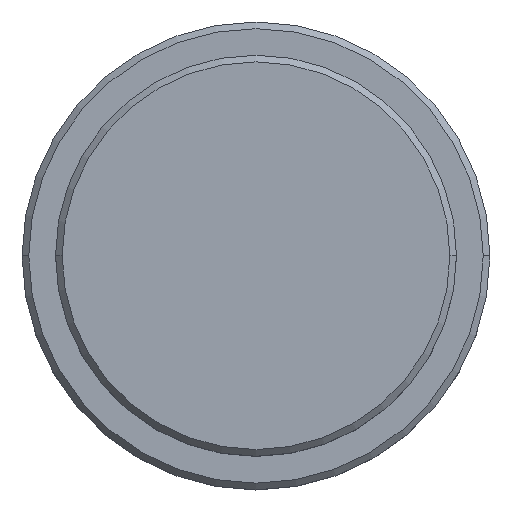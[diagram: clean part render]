
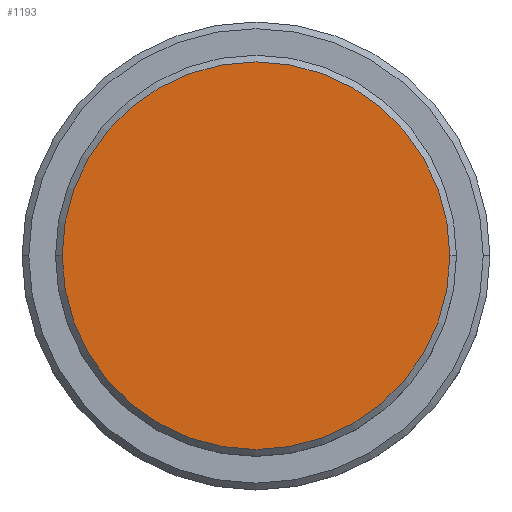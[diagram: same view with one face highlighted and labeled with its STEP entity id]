
A CAD part, top view. The second image highlights one B-rep face of the part: STEP entity #1193.
In plain terms, the highlighted planar face has unit normal (0, 0, 1).
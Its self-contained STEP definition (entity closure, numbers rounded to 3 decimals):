
#192 = CIRCLE ( 'NONE', #858, 14.5 ) ;
#224 = DIRECTION ( 'NONE',  ( 1., 0., 0. ) ) ;
#252 = CARTESIAN_POINT ( 'NONE',  ( 0., 0., 0. ) ) ;
#258 = VERTEX_POINT ( 'NONE', #1075 ) ;
#271 = AXIS2_PLACEMENT_3D ( 'NONE', #277, #925, #1153 ) ;
#277 = CARTESIAN_POINT ( 'NONE',  ( 0., 0., 0. ) ) ;
#293 = EDGE_CURVE ( 'NONE', #1278, #258, #192, .T. ) ;
#330 = CARTESIAN_POINT ( 'NONE',  ( 14.5, 0., 0. ) ) ;
#335 = AXIS2_PLACEMENT_3D ( 'NONE', #252, #756, #224 ) ;
#340 = FACE_OUTER_BOUND ( 'NONE', #351, .T. ) ;
#351 = EDGE_LOOP ( 'NONE', ( #900, #364 ) ) ;
#359 = CARTESIAN_POINT ( 'NONE',  ( 0., 0., 0. ) ) ;
#364 = ORIENTED_EDGE ( 'NONE', *, *, #293, .T. ) ;
#459 = PLANE ( 'NONE',  #335 ) ;
#528 = EDGE_CURVE ( 'NONE', #258, #1278, #885, .T. ) ;
#756 = DIRECTION ( 'NONE',  ( 0., 0., 1. ) ) ;
#858 = AXIS2_PLACEMENT_3D ( 'NONE', #359, #1330, #1317 ) ;
#885 = CIRCLE ( 'NONE', #271, 14.5 ) ;
#900 = ORIENTED_EDGE ( 'NONE', *, *, #528, .T. ) ;
#925 = DIRECTION ( 'NONE',  ( 0., 0., 1. ) ) ;
#1075 = CARTESIAN_POINT ( 'NONE',  ( -14.5, 0., 0. ) ) ;
#1153 = DIRECTION ( 'NONE',  ( 1., 0., 0. ) ) ;
#1193 = ADVANCED_FACE ( 'NONE', ( #340 ), #459, .T. ) ;
#1278 = VERTEX_POINT ( 'NONE', #330 ) ;
#1317 = DIRECTION ( 'NONE',  ( 1., 0., 0. ) ) ;
#1330 = DIRECTION ( 'NONE',  ( 0., 0., 1. ) ) ;
